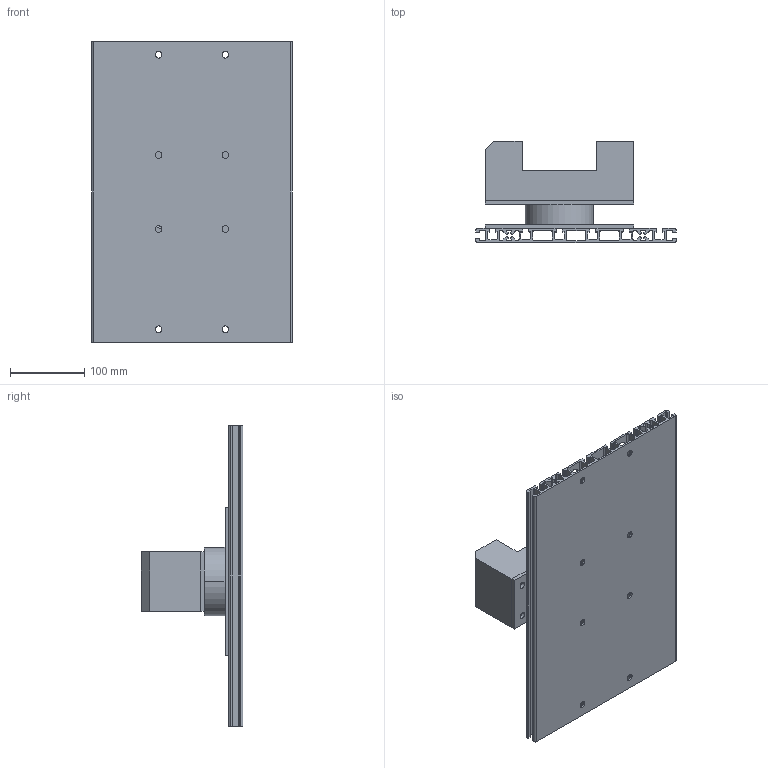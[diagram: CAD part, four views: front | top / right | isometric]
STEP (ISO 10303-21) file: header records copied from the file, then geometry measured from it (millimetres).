
FILE_DESCRIPTION((''),'2;1');
FILE_NAME('WERKSTUECKSPANNER_V6_ASM_49_ASM','2024-02-27T21:36:14',('Johannes'),(''),'CREO PARAMETRIC BY PTC INC, 2022014','CREO PARAMETRIC BY PTC INC, 2022014','');
FILE_SCHEMA(('CONFIG_CONTROL_DESIGN'));
Length unit declared in the file: millimetre
Products named in the file (6): MINITEC_270X19X405_22; GRUNDPLATTE_V6_25; KRAFT-MOMENTEN-SENSOR_V6_6; ZWISCHENPLATTE_V6_29; SCHRAUBSTOCK_CLAMP-D80_V6_16; WERKSTUECKSPANNER_V6_ASM_49_ASM
Assembly tree (5 placements, depth 2):
  WERKSTUECKSPANNER_V6_ASM_49_ASM
    MINITEC_270X19X405_22
    GRUNDPLATTE_V6_25
    KRAFT-MOMENTEN-SENSOR_V6_6
    ZWISCHENPLATTE_V6_29
    SCHRAUBSTOCK_CLAMP-D80_V6_16
Bounding box: 270 x 137 x 405 mm (x, y, z)
Volume: 2227427 mm3; surface area: 761497.4 mm2
Topology: 5 solids, 9 shells, 849 faces, 2437 edges, 1614 vertices
Faces by surface type: cylinder 630, plane 179, cone 28, bspline 12
Entity records: 41289 total; most frequent: CARTESIAN_POINT 20051, ORIENTED_EDGE 4842, DIRECTION 3741, EDGE_CURVE 2429, VERTEX_POINT 1614, AXIS2_PLACEMENT_3D 1324, VECTOR 1093, LINE 1093
